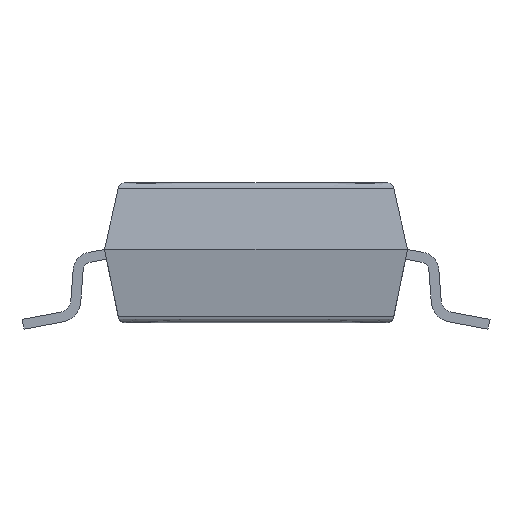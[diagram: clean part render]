
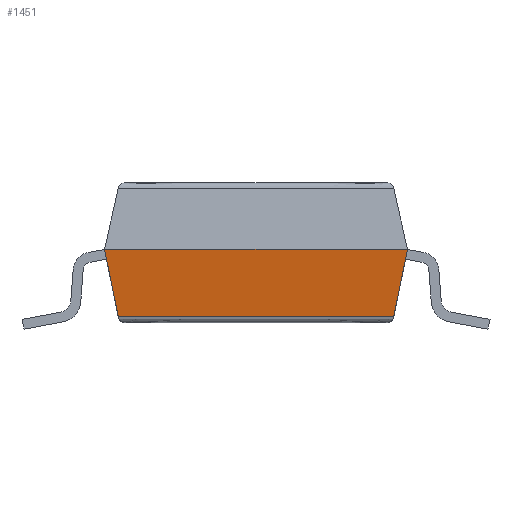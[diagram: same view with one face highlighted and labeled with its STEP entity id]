
A CAD part, left-side view. The second image highlights one B-rep face of the part: STEP entity #1451.
In plain terms, the highlighted free-form (B-spline) face has degree [1, 1] with [2, 2] control points.
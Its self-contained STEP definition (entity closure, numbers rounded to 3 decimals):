
#125 = ( BOUNDED_SURFACE() B_SPLINE_SURFACE(2,2,(
    (#126,#127,#128,#129,#130)
    ,(#131,#132,#133,#134,#135)
    ,(#136,#137,#138,#139,#140
)),.UNSPECIFIED.,.F.,.F.,.F.) B_SPLINE_SURFACE_WITH_KNOTS((3,3),(3,1,1,3
    ),(0.,4.135),(-0.218,-0.018,
    4.118,4.318),.UNSPECIFIED.) 
GEOMETRIC_REPRESENTATION_ITEM() RATIONAL_B_SPLINE_SURFACE((
    (1.,1.,1.,1.,1.)
    ,(0.753,0.753,0.753,0.753
      ,0.753)
,(1.,1.,1.,1.,1.))) REPRESENTATION_ITEM('') SURFACE() );
#126 = CARTESIAN_POINT('',(-1.663,-2.268,0.1));
#127 = CARTESIAN_POINT('',(-1.663,-2.168,0.1));
#128 = CARTESIAN_POINT('',(-1.663,0.,0.1));
#129 = CARTESIAN_POINT('',(-1.663,2.168,0.1));
#130 = CARTESIAN_POINT('',(-1.663,2.268,0.1));
#131 = CARTESIAN_POINT('',(-1.75,-2.268,0.1));
#132 = CARTESIAN_POINT('',(-1.75,-2.168,0.1));
#133 = CARTESIAN_POINT('',(-1.75,0.,0.1));
#134 = CARTESIAN_POINT('',(-1.75,2.168,0.1));
#135 = CARTESIAN_POINT('',(-1.75,2.268,0.1));
#136 = CARTESIAN_POINT('',(-1.762,-2.268,
    0.186));
#137 = CARTESIAN_POINT('',(-1.762,-2.168,
    0.186));
#138 = CARTESIAN_POINT('',(-1.762,0.,0.186));
#139 = CARTESIAN_POINT('',(-1.762,2.168,0.186
    ));
#140 = CARTESIAN_POINT('',(-1.762,2.268,0.186
    ));
#314 = B_SPLINE_SURFACE_WITH_KNOTS('',1,1,(
    (#315,#316)
    ,(#317,#318
  )),.UNSPECIFIED.,.F.,.F.,.F.,(2,2),(2,2),(0.,3.8),(0.,1.),
  .PIECEWISE_BEZIER_KNOTS.);
#315 = CARTESIAN_POINT('',(-1.75,2.05,0.1));
#316 = CARTESIAN_POINT('',(-1.9,2.275,1.2));
#317 = CARTESIAN_POINT('',(1.75,2.05,0.1));
#318 = CARTESIAN_POINT('',(1.9,2.275,1.2));
#377 = B_SPLINE_SURFACE_WITH_KNOTS('',1,1,(
    (#378,#379)
    ,(#380,#381
  )),.UNSPECIFIED.,.F.,.F.,.F.,(2,2),(2,2),(0.,3.8),(0.,1.),
  .PIECEWISE_BEZIER_KNOTS.);
#378 = CARTESIAN_POINT('',(1.75,-2.05,0.1));
#379 = CARTESIAN_POINT('',(1.9,-2.275,1.2));
#380 = CARTESIAN_POINT('',(-1.75,-2.05,0.1));
#381 = CARTESIAN_POINT('',(-1.9,-2.275,1.2));
#673 = VERTEX_POINT('',#674);
#674 = CARTESIAN_POINT('',(-1.762,-2.068,
    0.186));
#701 = EDGE_CURVE('',#673,#702,#704,.T.);
#702 = VERTEX_POINT('',#703);
#703 = CARTESIAN_POINT('',(-1.762,2.068,0.186
    ));
#704 = SURFACE_CURVE('',#705,(#711,#718),.PCURVE_S1.);
#705 = B_SPLINE_CURVE_WITH_KNOTS('',2,(#706,#707,#708,#709,#710),
  .UNSPECIFIED.,.F.,.F.,(3,1,1,3),(-0.218,-0.018,
    4.118,4.318),.UNSPECIFIED.);
#706 = CARTESIAN_POINT('',(-1.762,-2.268,
    0.186));
#707 = CARTESIAN_POINT('',(-1.762,-2.168,
    0.186));
#708 = CARTESIAN_POINT('',(-1.762,0.,0.186));
#709 = CARTESIAN_POINT('',(-1.762,2.168,0.186
    ));
#710 = CARTESIAN_POINT('',(-1.762,2.268,0.186
    ));
#711 = PCURVE('',#125,#712);
#712 = DEFINITIONAL_REPRESENTATION('',(#713),#717);
#713 = LINE('',#714,#715);
#714 = CARTESIAN_POINT('',(4.135,0.));
#715 = VECTOR('',#716,1.);
#716 = DIRECTION('',(0.,1.));
#717 = ( GEOMETRIC_REPRESENTATION_CONTEXT(2) 
PARAMETRIC_REPRESENTATION_CONTEXT() REPRESENTATION_CONTEXT('2D SPACE',''
  ) );
#718 = PCURVE('',#719,#724);
#719 = B_SPLINE_SURFACE_WITH_KNOTS('',1,1,(
    (#720,#721)
    ,(#722,#723
    )),.UNSPECIFIED.,.F.,.F.,.F.,(2,2),(2,2),(0.,4.55),(0.,1.),
  .PIECEWISE_BEZIER_KNOTS.);
#720 = CARTESIAN_POINT('',(-1.75,-2.05,0.1));
#721 = CARTESIAN_POINT('',(-1.9,-2.275,1.2));
#722 = CARTESIAN_POINT('',(-1.75,2.05,0.1));
#723 = CARTESIAN_POINT('',(-1.9,2.275,1.2));
#724 = DEFINITIONAL_REPRESENTATION('',(#725),#728);
#725 = B_SPLINE_CURVE_WITH_KNOTS('',1,(#726,#727),.UNSPECIFIED.,.F.,.F.,
  (2,2),(-0.018,4.118),.PIECEWISE_BEZIER_KNOTS.);
#726 = CARTESIAN_POINT('',(0.,0.079));
#727 = CARTESIAN_POINT('',(4.55,0.079));
#728 = ( GEOMETRIC_REPRESENTATION_CONTEXT(2) 
PARAMETRIC_REPRESENTATION_CONTEXT() REPRESENTATION_CONTEXT('2D SPACE',''
  ) );
#838 = VERTEX_POINT('',#839);
#839 = CARTESIAN_POINT('',(-1.9,2.275,1.2));
#865 = EDGE_CURVE('',#702,#838,#866,.T.);
#866 = SURFACE_CURVE('',#867,(#870,#877),.PCURVE_S1.);
#867 = B_SPLINE_CURVE_WITH_KNOTS('',1,(#868,#869),.UNSPECIFIED.,.F.,.F.,
  (2,2),(0.,1.),.PIECEWISE_BEZIER_KNOTS.);
#868 = CARTESIAN_POINT('',(-1.75,2.05,0.1));
#869 = CARTESIAN_POINT('',(-1.9,2.275,1.2));
#870 = PCURVE('',#314,#871);
#871 = DEFINITIONAL_REPRESENTATION('',(#872),#876);
#872 = LINE('',#873,#874);
#873 = CARTESIAN_POINT('',(0.,0.));
#874 = VECTOR('',#875,1.);
#875 = DIRECTION('',(0.,1.));
#876 = ( GEOMETRIC_REPRESENTATION_CONTEXT(2) 
PARAMETRIC_REPRESENTATION_CONTEXT() REPRESENTATION_CONTEXT('2D SPACE',''
  ) );
#877 = PCURVE('',#719,#878);
#878 = DEFINITIONAL_REPRESENTATION('',(#879),#883);
#879 = LINE('',#880,#881);
#880 = CARTESIAN_POINT('',(4.55,0.));
#881 = VECTOR('',#882,1.);
#882 = DIRECTION('',(0.,1.));
#883 = ( GEOMETRIC_REPRESENTATION_CONTEXT(2) 
PARAMETRIC_REPRESENTATION_CONTEXT() REPRESENTATION_CONTEXT('2D SPACE',''
  ) );
#1172 = EDGE_CURVE('',#673,#1173,#1175,.T.);
#1173 = VERTEX_POINT('',#1174);
#1174 = CARTESIAN_POINT('',(-1.9,-2.275,1.2));
#1175 = SURFACE_CURVE('',#1176,(#1179,#1186),.PCURVE_S1.);
#1176 = B_SPLINE_CURVE_WITH_KNOTS('',1,(#1177,#1178),.UNSPECIFIED.,.F.,
  .F.,(2,2),(0.,1.),.PIECEWISE_BEZIER_KNOTS.);
#1177 = CARTESIAN_POINT('',(-1.75,-2.05,0.1));
#1178 = CARTESIAN_POINT('',(-1.9,-2.275,1.2));
#1179 = PCURVE('',#377,#1180);
#1180 = DEFINITIONAL_REPRESENTATION('',(#1181),#1185);
#1181 = LINE('',#1182,#1183);
#1182 = CARTESIAN_POINT('',(3.8,0.));
#1183 = VECTOR('',#1184,1.);
#1184 = DIRECTION('',(0.,1.));
#1185 = ( GEOMETRIC_REPRESENTATION_CONTEXT(2) 
PARAMETRIC_REPRESENTATION_CONTEXT() REPRESENTATION_CONTEXT('2D SPACE',''
  ) );
#1186 = PCURVE('',#719,#1187);
#1187 = DEFINITIONAL_REPRESENTATION('',(#1188),#1192);
#1188 = LINE('',#1189,#1190);
#1189 = CARTESIAN_POINT('',(0.,0.));
#1190 = VECTOR('',#1191,1.);
#1191 = DIRECTION('',(0.,1.));
#1192 = ( GEOMETRIC_REPRESENTATION_CONTEXT(2) 
PARAMETRIC_REPRESENTATION_CONTEXT() REPRESENTATION_CONTEXT('2D SPACE',''
  ) );
#1451 = ADVANCED_FACE('',(#1452),#719,.F.);
#1452 = FACE_BOUND('',#1453,.F.);
#1453 = EDGE_LOOP('',(#1454,#1455,#1481,#1482));
#1454 = ORIENTED_EDGE('',*,*,#865,.T.);
#1455 = ORIENTED_EDGE('',*,*,#1456,.F.);
#1456 = EDGE_CURVE('',#1173,#838,#1457,.T.);
#1457 = SURFACE_CURVE('',#1458,(#1462,#1469),.PCURVE_S1.);
#1458 = LINE('',#1459,#1460);
#1459 = CARTESIAN_POINT('',(-1.9,-2.275,1.2));
#1460 = VECTOR('',#1461,1.);
#1461 = DIRECTION('',(0.,1.,0.));
#1462 = PCURVE('',#719,#1463);
#1463 = DEFINITIONAL_REPRESENTATION('',(#1464),#1468);
#1464 = LINE('',#1465,#1466);
#1465 = CARTESIAN_POINT('',(0.,1.));
#1466 = VECTOR('',#1467,1.);
#1467 = DIRECTION('',(1.,0.));
#1468 = ( GEOMETRIC_REPRESENTATION_CONTEXT(2) 
PARAMETRIC_REPRESENTATION_CONTEXT() REPRESENTATION_CONTEXT('2D SPACE',''
  ) );
#1469 = PCURVE('',#1470,#1475);
#1470 = B_SPLINE_SURFACE_WITH_KNOTS('',1,1,(
    (#1471,#1472)
    ,(#1473,#1474
    )),.UNSPECIFIED.,.F.,.F.,.F.,(2,2),(2,2),(0.,4.55),(0.,1.),
  .PIECEWISE_BEZIER_KNOTS.);
#1471 = CARTESIAN_POINT('',(-1.9,-2.275,1.2));
#1472 = CARTESIAN_POINT('',(-1.75,-2.05,2.2));
#1473 = CARTESIAN_POINT('',(-1.9,2.275,1.2));
#1474 = CARTESIAN_POINT('',(-1.75,2.05,2.2));
#1475 = DEFINITIONAL_REPRESENTATION('',(#1476),#1480);
#1476 = LINE('',#1477,#1478);
#1477 = CARTESIAN_POINT('',(0.,0.));
#1478 = VECTOR('',#1479,1.);
#1479 = DIRECTION('',(1.,0.));
#1480 = ( GEOMETRIC_REPRESENTATION_CONTEXT(2) 
PARAMETRIC_REPRESENTATION_CONTEXT() REPRESENTATION_CONTEXT('2D SPACE',''
  ) );
#1481 = ORIENTED_EDGE('',*,*,#1172,.F.);
#1482 = ORIENTED_EDGE('',*,*,#701,.T.);
